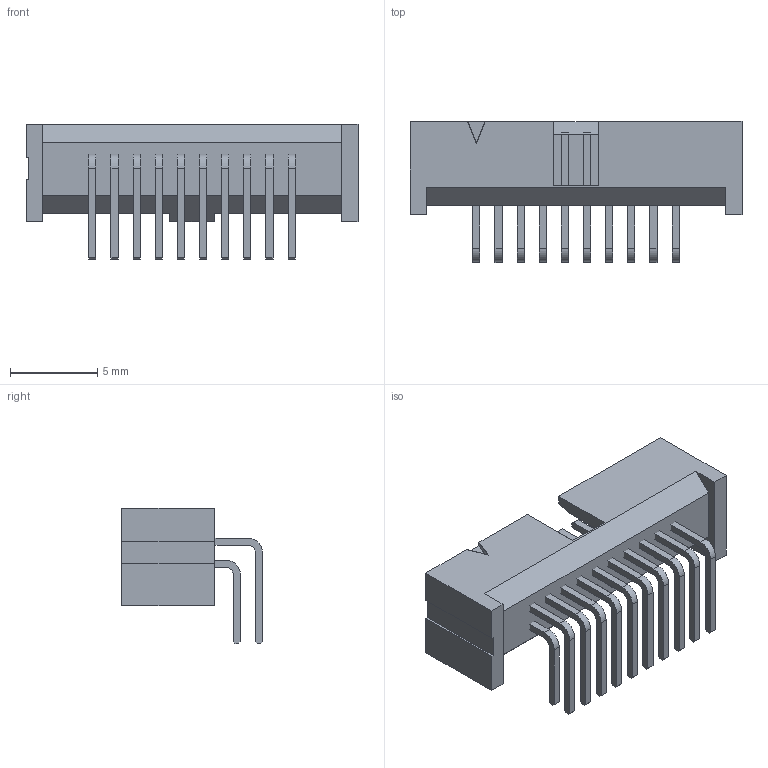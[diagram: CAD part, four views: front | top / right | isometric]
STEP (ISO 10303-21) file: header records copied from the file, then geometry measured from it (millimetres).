
FILE_DESCRIPTION(('FreeCAD Model'),'2;1');
FILE_NAME('Open CASCADE Shape Model','2022-01-02T15:57:25',('Author'),( ''),'Open CASCADE STEP processor 7.5','FreeCAD','Unknown');
FILE_SCHEMA(('AUTOMOTIVE_DESIGN { 1 0 10303 214 1 1 1 1 }'));
Length unit declared in the file: millimetre
Products named in the file (4): SHF-110-01-L-D-RA; _SHF-110-01-D_header; _SHF-First_Position_Indicator; _T-1S71-02-10-D-RA
Assembly tree (3 placements, depth 2):
  SHF-110-01-L-D-RA
    _SHF-110-01-D_header
    _SHF-First_Position_Indicator
    _T-1S71-02-10-D-RA
Bounding box: 19.05 x 8.08 x 7.75 mm (x, y, z)
Volume: 270 mm3; surface area: 984.5 mm2
Topology: 3 solids, 3 shells, 364 faces, 1070 edges, 712 vertices
Faces by surface type: plane 324, cylinder 40
Entity records: 26205 total; most frequent: CARTESIAN_POINT 4290, DIRECTION 4026, LINE 3050, VECTOR 3050, ORIENTED_EDGE 2140, PCURVE 2140, DEFINITIONAL_REPRESENTATION 2140, EDGE_CURVE 1070
